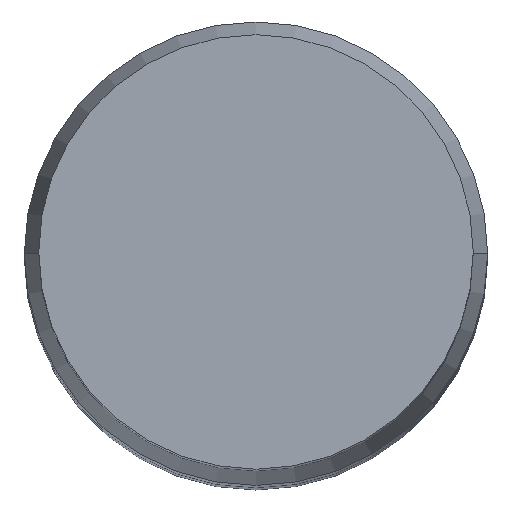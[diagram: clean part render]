
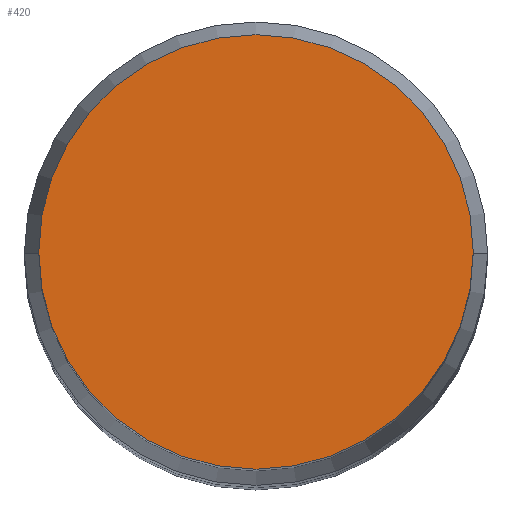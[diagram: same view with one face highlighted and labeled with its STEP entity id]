
A CAD part, top view. The second image highlights one B-rep face of the part: STEP entity #420.
In plain terms, the highlighted planar face has unit normal (0, 0, 1).
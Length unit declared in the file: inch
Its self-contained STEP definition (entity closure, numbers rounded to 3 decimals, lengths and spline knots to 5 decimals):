
#40 = CIRCLE ( 'NONE', #335, 0.1172 ) ;
#109 = DIRECTION ( 'NONE',  ( 0., 0., 1. ) ) ;
#118 = CARTESIAN_POINT ( 'NONE',  ( 0., 0., 0. ) ) ;
#150 = PLANE ( 'NONE',  #493 ) ;
#312 = DIRECTION ( 'NONE',  ( 0., 0., 1. ) ) ;
#335 = AXIS2_PLACEMENT_3D ( 'NONE', #751, #312, #378 ) ;
#378 = DIRECTION ( 'NONE',  ( 1., 0., 0. ) ) ;
#420 = ADVANCED_FACE ( 'NONE', ( #597 ), #150, .F. ) ;
#422 = EDGE_LOOP ( 'NONE', ( #862, #710 ) ) ;
#423 = DIRECTION ( 'NONE',  ( 1., 0., 0. ) ) ;
#426 = EDGE_CURVE ( 'NONE', #931, #943, #40, .T. ) ;
#455 = DIRECTION ( 'NONE',  ( 0., 0., -1. ) ) ;
#458 = CARTESIAN_POINT ( 'NONE',  ( 0., 0., 0. ) ) ;
#462 = AXIS2_PLACEMENT_3D ( 'NONE', #118, #109, #423 ) ;
#464 = DIRECTION ( 'NONE',  ( 1., 0., 0. ) ) ;
#477 = CIRCLE ( 'NONE', #462, 0.1172 ) ;
#493 = AXIS2_PLACEMENT_3D ( 'NONE', #458, #455, #464 ) ;
#517 = CARTESIAN_POINT ( 'NONE',  ( 0.1172, 0., 0. ) ) ;
#597 = FACE_OUTER_BOUND ( 'NONE', #422, .T. ) ;
#710 = ORIENTED_EDGE ( 'NONE', *, *, #426, .T. ) ;
#751 = CARTESIAN_POINT ( 'NONE',  ( 0., 0., 0. ) ) ;
#810 = CARTESIAN_POINT ( 'NONE',  ( -0.1172, 0., 0. ) ) ;
#862 = ORIENTED_EDGE ( 'NONE', *, *, #864, .T. ) ;
#864 = EDGE_CURVE ( 'NONE', #943, #931, #477, .T. ) ;
#931 = VERTEX_POINT ( 'NONE', #810 ) ;
#943 = VERTEX_POINT ( 'NONE', #517 ) ;
